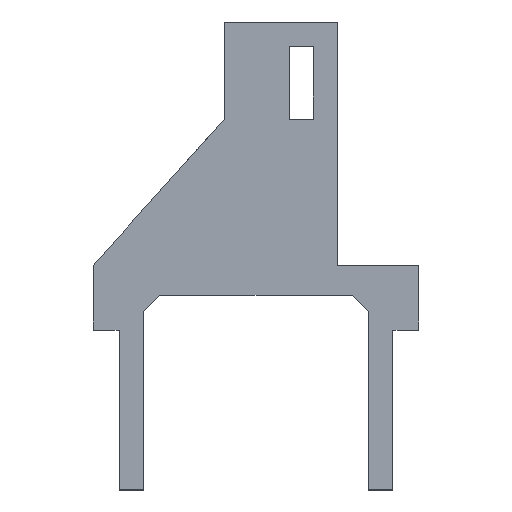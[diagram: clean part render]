
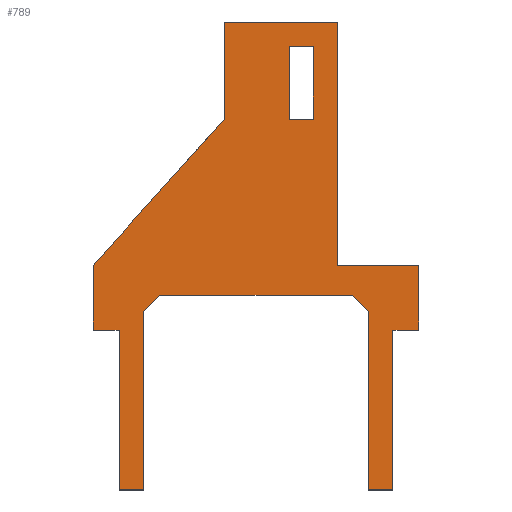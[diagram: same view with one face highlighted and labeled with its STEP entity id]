
A CAD part, top view. The second image highlights one B-rep face of the part: STEP entity #789.
In plain terms, the highlighted planar face has unit normal (0, 0, 1).
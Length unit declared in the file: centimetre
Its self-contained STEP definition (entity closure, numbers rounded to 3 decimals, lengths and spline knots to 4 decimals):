
#42=CARTESIAN_POINT('',(0.694,-0.1,0.25));
#43=VERTEX_POINT('',#42);
#50=CARTESIAN_POINT('',(0.594,-0.,0.25));
#51=VERTEX_POINT('',#50);
#52=CARTESIAN_POINT('',(8729.6908,-8729.0968,0.25));
#53=DIRECTION('',(-0.707,0.707,0.));
#54=VECTOR('',#53,24690.);
#55=LINE('',#52,#54);
#56=EDGE_CURVE('',#43,#51,#55,.T.);
#81=CARTESIAN_POINT('',(0.694,-1.2,0.25));
#82=VERTEX_POINT('',#81);
#89=CARTESIAN_POINT('',(0.694,-12346.2,0.25));
#90=DIRECTION('',(0.,1.,0.));
#91=VECTOR('',#90,24690.);
#92=LINE('',#89,#91);
#93=EDGE_CURVE('',#82,#43,#92,.T.);
#113=CARTESIAN_POINT('',(-0.594,0.,0.25));
#114=VERTEX_POINT('',#113);
#121=CARTESIAN_POINT('',(-0.694,-0.1,0.25));
#122=VERTEX_POINT('',#121);
#123=CARTESIAN_POINT('',(8728.7926,8729.3866,0.25));
#124=DIRECTION('',(-0.707,-0.707,0.));
#125=VECTOR('',#124,24690.);
#126=LINE('',#123,#125);
#127=EDGE_CURVE('',#114,#122,#126,.T.);
#144=CARTESIAN_POINT('',(12345.694,-0.,0.25));
#145=DIRECTION('',(-1.,0.,0.));
#146=VECTOR('',#145,24690.);
#147=LINE('',#144,#146);
#148=EDGE_CURVE('',#51,#114,#147,.T.);
#207=CARTESIAN_POINT('',(-0.694,-1.2,0.25));
#208=VERTEX_POINT('',#207);
#209=CARTESIAN_POINT('',(-0.844,-1.2,0.25));
#210=VERTEX_POINT('',#209);
#211=CARTESIAN_POINT('',(12344.306,-1.2,0.25));
#212=DIRECTION('',(-1.,0.,0.));
#213=VECTOR('',#212,24690.);
#214=LINE('',#211,#213);
#215=EDGE_CURVE('',#208,#210,#214,.T.);
#247=CARTESIAN_POINT('',(-0.844,-0.215,0.25));
#248=VERTEX_POINT('',#247);
#249=CARTESIAN_POINT('',(-0.844,-12346.2,0.25));
#250=DIRECTION('',(0.,1.,0.));
#251=VECTOR('',#250,24690.);
#252=LINE('',#249,#251);
#253=EDGE_CURVE('',#210,#248,#252,.T.);
#278=CARTESIAN_POINT('',(-1.004,-0.215,0.25));
#279=VERTEX_POINT('',#278);
#280=CARTESIAN_POINT('',(12344.156,-0.215,0.25));
#281=DIRECTION('',(-1.,0.,0.));
#282=VECTOR('',#281,24690.);
#283=LINE('',#280,#282);
#284=EDGE_CURVE('',#248,#279,#283,.T.);
#309=CARTESIAN_POINT('',(-1.004,0.185,0.25));
#310=VERTEX_POINT('',#309);
#311=CARTESIAN_POINT('',(-1.004,-12345.215,0.25));
#312=DIRECTION('',(0.,1.,0.));
#313=VECTOR('',#312,24690.);
#314=LINE('',#311,#313);
#315=EDGE_CURVE('',#279,#310,#314,.T.);
#344=CARTESIAN_POINT('',(-0.196,1.085,0.25));
#345=VERTEX_POINT('',#344);
#346=CARTESIAN_POINT('',(-8248.0892,-9185.9247,0.25));
#347=DIRECTION('',(0.668,0.744,0.));
#348=VECTOR('',#347,24690.);
#349=LINE('',#346,#348);
#350=EDGE_CURVE('',#310,#345,#349,.T.);
#375=CARTESIAN_POINT('',(-0.196,1.685,0.25));
#376=VERTEX_POINT('',#375);
#377=CARTESIAN_POINT('',(-0.196,-12343.915,0.25));
#378=DIRECTION('',(0.,1.,0.));
#379=VECTOR('',#378,24690.);
#380=LINE('',#377,#379);
#381=EDGE_CURVE('',#345,#376,#380,.T.);
#406=CARTESIAN_POINT('',(0.504,1.685,0.25));
#407=VERTEX_POINT('',#406);
#408=CARTESIAN_POINT('',(-12345.196,1.685,0.25));
#409=DIRECTION('',(1.,0.,-0.));
#410=VECTOR('',#409,24690.);
#411=LINE('',#408,#410);
#412=EDGE_CURVE('',#376,#407,#411,.T.);
#440=CARTESIAN_POINT('',(0.504,0.185,0.25));
#441=VERTEX_POINT('',#440);
#442=CARTESIAN_POINT('',(0.504,12346.685,0.25));
#443=DIRECTION('',(0.,-1.,0.));
#444=VECTOR('',#443,24690.);
#445=LINE('',#442,#444);
#446=EDGE_CURVE('',#407,#441,#445,.T.);
#471=CARTESIAN_POINT('',(1.004,0.185,0.25));
#472=VERTEX_POINT('',#471);
#473=CARTESIAN_POINT('',(-12344.496,0.185,0.25));
#474=DIRECTION('',(1.,0.,-0.));
#475=VECTOR('',#474,24690.);
#476=LINE('',#473,#475);
#477=EDGE_CURVE('',#441,#472,#476,.T.);
#502=CARTESIAN_POINT('',(1.004,-0.215,0.25));
#503=VERTEX_POINT('',#502);
#504=CARTESIAN_POINT('',(1.004,12345.185,0.25));
#505=DIRECTION('',(0.,-1.,0.));
#506=VECTOR('',#505,24690.);
#507=LINE('',#504,#506);
#508=EDGE_CURVE('',#472,#503,#507,.T.);
#533=CARTESIAN_POINT('',(0.844,-0.215,0.25));
#534=VERTEX_POINT('',#533);
#535=CARTESIAN_POINT('',(12346.004,-0.215,0.25));
#536=DIRECTION('',(-1.,0.,0.));
#537=VECTOR('',#536,24690.);
#538=LINE('',#535,#537);
#539=EDGE_CURVE('',#503,#534,#538,.T.);
#564=CARTESIAN_POINT('',(0.844,-1.2,0.25));
#565=VERTEX_POINT('',#564);
#566=CARTESIAN_POINT('',(0.844,12344.785,0.25));
#567=DIRECTION('',(0.,-1.,0.));
#568=VECTOR('',#567,24690.);
#569=LINE('',#566,#568);
#570=EDGE_CURVE('',#534,#565,#569,.T.);
#595=CARTESIAN_POINT('',(12345.844,-1.2,0.25));
#596=DIRECTION('',(-1.,0.,0.));
#597=VECTOR('',#596,24690.);
#598=LINE('',#595,#597);
#599=EDGE_CURVE('',#565,#82,#598,.T.);
#618=CARTESIAN_POINT('',(-0.694,12345.,0.25));
#619=DIRECTION('',(0.,-1.,0.));
#620=VECTOR('',#619,24690.);
#621=LINE('',#618,#620);
#622=EDGE_CURVE('',#122,#208,#621,.T.);
#639=CARTESIAN_POINT('',(0.204,1.085,0.25));
#640=VERTEX_POINT('',#639);
#641=CARTESIAN_POINT('',(0.354,1.085,0.25));
#642=VERTEX_POINT('',#641);
#643=CARTESIAN_POINT('',(-12344.796,1.085,0.25));
#644=DIRECTION('',(1.,0.,-0.));
#645=VECTOR('',#644,24690.);
#646=LINE('',#643,#645);
#647=EDGE_CURVE('',#640,#642,#646,.T.);
#679=CARTESIAN_POINT('',(0.354,1.535,0.25));
#680=VERTEX_POINT('',#679);
#681=CARTESIAN_POINT('',(0.354,-12343.915,0.25));
#682=DIRECTION('',(0.,1.,0.));
#683=VECTOR('',#682,24690.);
#684=LINE('',#681,#683);
#685=EDGE_CURVE('',#642,#680,#684,.T.);
#710=CARTESIAN_POINT('',(0.204,1.535,0.25));
#711=VERTEX_POINT('',#710);
#712=CARTESIAN_POINT('',(12345.354,1.535,0.25));
#713=DIRECTION('',(-1.,0.,0.));
#714=VECTOR('',#713,24690.);
#715=LINE('',#712,#714);
#716=EDGE_CURVE('',#680,#711,#715,.T.);
#741=CARTESIAN_POINT('',(0.204,12346.535,0.25));
#742=DIRECTION('',(0.,-1.,0.));
#743=VECTOR('',#742,24690.);
#744=LINE('',#741,#743);
#745=EDGE_CURVE('',#711,#640,#744,.T.);
#758=CARTESIAN_POINT('',(0.034,0.0855,0.25));
#759=DIRECTION('',(0.,0.,1.));
#760=DIRECTION('',(1.,0.,0.));
#761=AXIS2_PLACEMENT_3D('',#758,#759,#760);
#762=PLANE('',#761);
#763=ORIENTED_EDGE('',*,*,#647,.F.);
#764=ORIENTED_EDGE('',*,*,#745,.F.);
#765=ORIENTED_EDGE('',*,*,#716,.F.);
#766=ORIENTED_EDGE('',*,*,#685,.F.);
#767=EDGE_LOOP('',(#763,#764,#765,#766));
#768=FACE_BOUND('',#767,.T.);
#769=ORIENTED_EDGE('',*,*,#215,.F.);
#770=ORIENTED_EDGE('',*,*,#622,.F.);
#771=ORIENTED_EDGE('',*,*,#127,.F.);
#772=ORIENTED_EDGE('',*,*,#148,.F.);
#773=ORIENTED_EDGE('',*,*,#56,.F.);
#774=ORIENTED_EDGE('',*,*,#93,.F.);
#775=ORIENTED_EDGE('',*,*,#599,.F.);
#776=ORIENTED_EDGE('',*,*,#570,.F.);
#777=ORIENTED_EDGE('',*,*,#539,.F.);
#778=ORIENTED_EDGE('',*,*,#508,.F.);
#779=ORIENTED_EDGE('',*,*,#477,.F.);
#780=ORIENTED_EDGE('',*,*,#446,.F.);
#781=ORIENTED_EDGE('',*,*,#412,.F.);
#782=ORIENTED_EDGE('',*,*,#381,.F.);
#783=ORIENTED_EDGE('',*,*,#350,.F.);
#784=ORIENTED_EDGE('',*,*,#315,.F.);
#785=ORIENTED_EDGE('',*,*,#284,.F.);
#786=ORIENTED_EDGE('',*,*,#253,.F.);
#787=EDGE_LOOP('',(#769,#770,#771,#772,#773,#774,#775,#776,#777,#778,#779,#780,#781,#782,#783,#784,#785,#786));
#788=FACE_BOUND('',#787,.T.);
#789=ADVANCED_FACE('',(#768,#788),#762,.T.);
